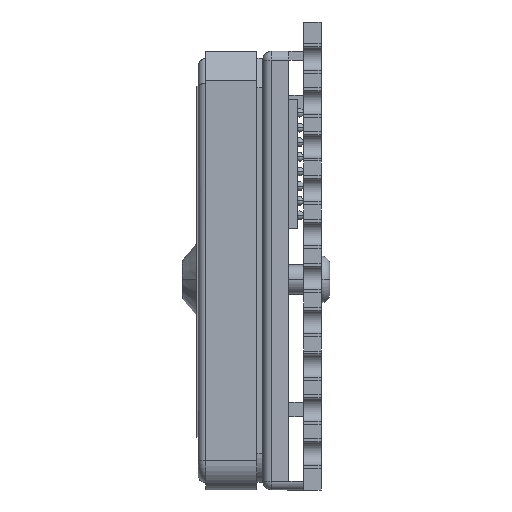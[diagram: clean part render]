
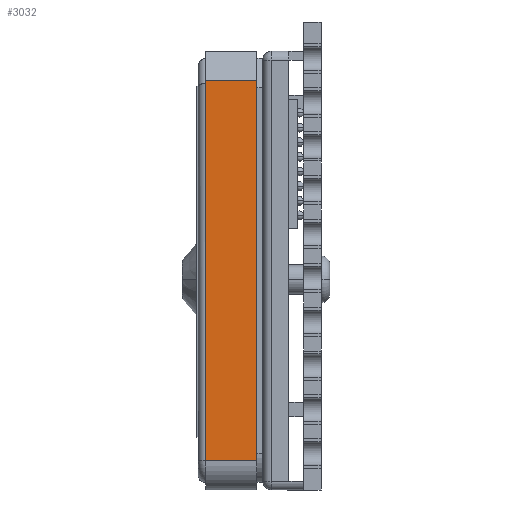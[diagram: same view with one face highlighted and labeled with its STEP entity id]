
A CAD part, left-side view. The second image highlights one B-rep face of the part: STEP entity #3032.
In plain terms, the highlighted face is planar.
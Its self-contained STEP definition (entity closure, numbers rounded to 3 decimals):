
#672 = VECTOR ( 'NONE', #14968, 1000. ) ;
#890 = LINE ( 'NONE', #4027, #9326 ) ;
#1512 = DIRECTION ( 'NONE',  ( 0., 1., 0. ) ) ;
#2056 = EDGE_CURVE ( 'NONE', #12236, #6146, #3257, .T. ) ;
#2065 = ORIENTED_EDGE ( 'NONE', *, *, #2480, .F. ) ;
#2432 = ORIENTED_EDGE ( 'NONE', *, *, #18872, .T. ) ;
#2480 = EDGE_CURVE ( 'NONE', #17360, #12236, #890, .T. ) ;
#3032 = ADVANCED_FACE ( 'NONE', ( #12722 ), #18245, .T. ) ;
#3257 = LINE ( 'NONE', #9101, #11703 ) ;
#4027 = CARTESIAN_POINT ( 'NONE',  ( 7.5, -6.5, -1.75 ) ) ;
#4583 = ORIENTED_EDGE ( 'NONE', *, *, #2056, .F. ) ;
#4733 = CARTESIAN_POINT ( 'NONE',  ( 7.5, 6.5, -1.75 ) ) ;
#5319 = EDGE_LOOP ( 'NONE', ( #4583, #2065, #17127, #2432 ) ) ;
#5723 = DIRECTION ( 'NONE',  ( 0., 1., 0. ) ) ;
#6146 = VERTEX_POINT ( 'NONE', #17916 ) ;
#6483 = CARTESIAN_POINT ( 'NONE',  ( 7.5, 0., -1.75 ) ) ;
#6525 = LINE ( 'NONE', #4733, #15508 ) ;
#8546 = CARTESIAN_POINT ( 'NONE',  ( 7.5, -6.5, -1.75 ) ) ;
#9099 = LINE ( 'NONE', #6483, #672 ) ;
#9101 = CARTESIAN_POINT ( 'NONE',  ( 7.5, 0., 0. ) ) ;
#9326 = VECTOR ( 'NONE', #12438, 1000. ) ;
#10563 = EDGE_CURVE ( 'NONE', #17360, #16208, #9099, .T. ) ;
#11603 = DIRECTION ( 'NONE',  ( 1., 0., 0. ) ) ;
#11703 = VECTOR ( 'NONE', #5723, 1000. ) ;
#12236 = VERTEX_POINT ( 'NONE', #21270 ) ;
#12438 = DIRECTION ( 'NONE',  ( 0., 0., 1. ) ) ;
#12722 = FACE_OUTER_BOUND ( 'NONE', #5319, .T. ) ;
#14244 = CARTESIAN_POINT ( 'NONE',  ( 7.5, 6.5, -1.75 ) ) ;
#14968 = DIRECTION ( 'NONE',  ( 0., 1., 0. ) ) ;
#15508 = VECTOR ( 'NONE', #16542, 1000. ) ;
#16208 = VERTEX_POINT ( 'NONE', #14244 ) ;
#16542 = DIRECTION ( 'NONE',  ( 0., 0., 1. ) ) ;
#17127 = ORIENTED_EDGE ( 'NONE', *, *, #10563, .T. ) ;
#17360 = VERTEX_POINT ( 'NONE', #8546 ) ;
#17916 = CARTESIAN_POINT ( 'NONE',  ( 7.5, 6.5, 0. ) ) ;
#18245 = PLANE ( 'NONE',  #21699 ) ;
#18872 = EDGE_CURVE ( 'NONE', #16208, #6146, #6525, .T. ) ;
#21270 = CARTESIAN_POINT ( 'NONE',  ( 7.5, -6.5, 0. ) ) ;
#21699 = AXIS2_PLACEMENT_3D ( 'NONE', #21746, #11603, #1512 ) ;
#21746 = CARTESIAN_POINT ( 'NONE',  ( 7.5, 0., -1.75 ) ) ;
